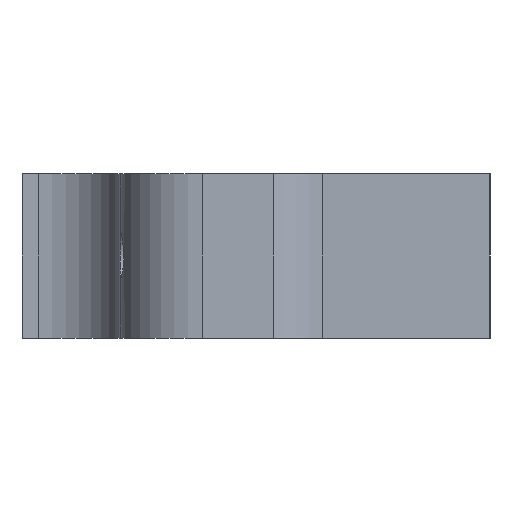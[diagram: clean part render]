
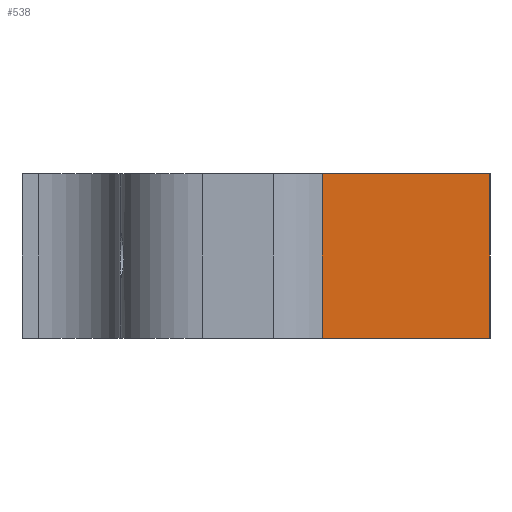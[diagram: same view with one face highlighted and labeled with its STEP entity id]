
A CAD part, left-side view. The second image highlights one B-rep face of the part: STEP entity #538.
In plain terms, the highlighted planar face has unit normal (-1, 0, 0).
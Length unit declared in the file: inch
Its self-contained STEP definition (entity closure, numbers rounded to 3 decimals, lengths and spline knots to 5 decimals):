
#26=PLANE('',#596);
#37=LINE('',#836,#87);
#58=LINE('',#896,#108);
#75=LINE('',#936,#125);
#77=LINE('',#941,#127);
#87=VECTOR('',#641,0.125);
#108=VECTOR('',#700,0.3937);
#125=VECTOR('',#733,0.3937);
#127=VECTOR('',#741,0.3937);
#158=FACE_OUTER_BOUND('',#192,.T.);
#192=EDGE_LOOP('',(#459,#460,#461,#462));
#239=VERTEX_POINT('',#832);
#241=VERTEX_POINT('',#835);
#261=VERTEX_POINT('',#895);
#276=VERTEX_POINT('',#935);
#294=EDGE_CURVE('',#239,#241,#37,.T.);
#324=EDGE_CURVE('',#241,#261,#58,.T.);
#344=EDGE_CURVE('',#276,#261,#75,.T.);
#347=EDGE_CURVE('',#276,#239,#77,.T.);
#459=ORIENTED_EDGE('',*,*,#294,.F.);
#460=ORIENTED_EDGE('',*,*,#347,.F.);
#461=ORIENTED_EDGE('',*,*,#344,.T.);
#462=ORIENTED_EDGE('',*,*,#324,.F.);
#538=ADVANCED_FACE('',(#158),#26,.F.);
#596=AXIS2_PLACEMENT_3D('',#940,#739,#740);
#641=DIRECTION('',(0.,0.,1.));
#700=DIRECTION('',(0.,-1.,0.));
#733=DIRECTION('',(0.,0.,1.));
#739=DIRECTION('center_axis',(1.,0.,0.));
#740=DIRECTION('ref_axis',(0.,0.,-1.));
#741=DIRECTION('',(0.,1.,0.));
#832=CARTESIAN_POINT('',(-1.72,0.255,-0.125));
#835=CARTESIAN_POINT('',(-1.72,0.255,0.125));
#836=CARTESIAN_POINT('',(-1.72,0.255,-0.0625));
#895=CARTESIAN_POINT('',(-1.72,0.,0.125));
#896=CARTESIAN_POINT('',(-1.72,0.,0.125));
#935=CARTESIAN_POINT('',(-1.72,0.,-0.125));
#936=CARTESIAN_POINT('',(-1.72,0.,-0.0625));
#940=CARTESIAN_POINT('Origin',(-1.72,0.,0.));
#941=CARTESIAN_POINT('',(-1.72,0.,-0.125));
